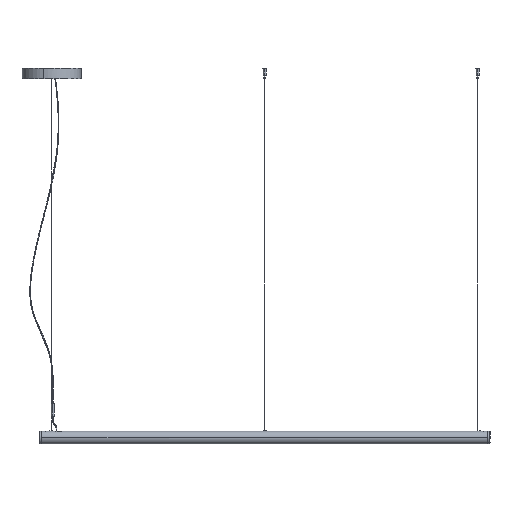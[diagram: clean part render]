
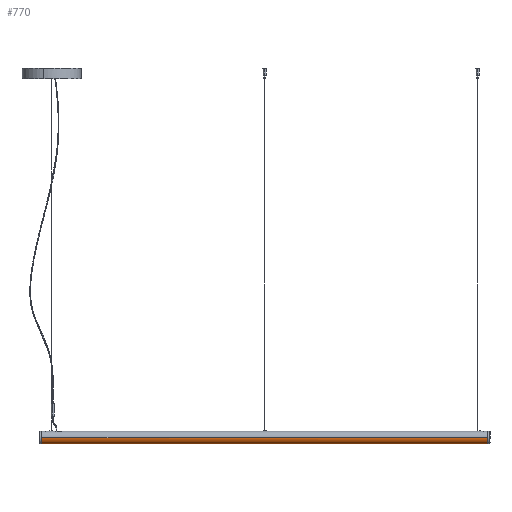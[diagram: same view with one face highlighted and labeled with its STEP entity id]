
A CAD part, front view. The second image highlights one B-rep face of the part: STEP entity #770.
In plain terms, the highlighted cylindrical face has radius 25 mm (diameter 50 mm), a partial arc.
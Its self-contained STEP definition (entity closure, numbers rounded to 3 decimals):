
#770=ADVANCED_FACE('',(#1415),#11854,.F.);
#1415=FACE_OUTER_BOUND('',#2064,.T.);
#2064=EDGE_LOOP('',(#2994,#2995,#2996,#2997));
#2994=ORIENTED_EDGE('',*,*,#6631,.F.);
#2995=ORIENTED_EDGE('',*,*,#6634,.T.);
#2996=ORIENTED_EDGE('',*,*,#6635,.T.);
#2997=ORIENTED_EDGE('',*,*,#6636,.T.);
#6631=EDGE_CURVE('',#10591,#10592,#8517,.T.);
#6634=EDGE_CURVE('',#10591,#10593,#9946,.T.);
#6635=EDGE_CURVE('',#10593,#10594,#8520,.T.);
#6636=EDGE_CURVE('',#10594,#10592,#9947,.T.);
#8517=B_SPLINE_CURVE_WITH_KNOTS('',1,(#14009,#14010),.UNSPECIFIED.,.F.,
 .F.,(2,2),(0.,1772.),.UNSPECIFIED.);
#8520=B_SPLINE_CURVE_WITH_KNOTS('',1,(#14020,#14021),.UNSPECIFIED.,.F.,
 .F.,(2,2),(-1949.2,-177.2),.UNSPECIFIED.);
#9946=(
BOUNDED_CURVE()
B_SPLINE_CURVE(2,(#14015,#14016,#14017,#14018,#14019),.UNSPECIFIED.,.F.,
 .F.)
B_SPLINE_CURVE_WITH_KNOTS((3,2,3),(3.152,4.712,6.273),
 .UNSPECIFIED.)
CURVE()
GEOMETRIC_REPRESENTATION_ITEM()
RATIONAL_B_SPLINE_CURVE((1.,0.711,1.,0.711,1.))
REPRESENTATION_ITEM('')
);
#9947=(
BOUNDED_CURVE()
B_SPLINE_CURVE(2,(#14022,#14023,#14024,#14025,#14026),.UNSPECIFIED.,.F.,
 .F.)
B_SPLINE_CURVE_WITH_KNOTS((3,2,3),(-6.273,-4.712,
-3.152),.UNSPECIFIED.)
CURVE()
GEOMETRIC_REPRESENTATION_ITEM()
RATIONAL_B_SPLINE_CURVE((1.,0.711,1.,0.711,1.))
REPRESENTATION_ITEM('')
);
#10591=VERTEX_POINT('',#13938);
#10592=VERTEX_POINT('',#13939);
#10593=VERTEX_POINT('',#13940);
#10594=VERTEX_POINT('',#13941);
#11854=CYLINDRICAL_SURFACE('',#12038,25.);
#12038=AXIS2_PLACEMENT_3D('',#13918,#12608,$);
#12608=DIRECTION('',(-1.,0.,0.));
#13918=CARTESIAN_POINT('',(-750.,0.,5.75));
#13938=CARTESIAN_POINT('',(-1636.,24.999,5.5));
#13939=CARTESIAN_POINT('',(136.,24.999,5.5));
#13940=CARTESIAN_POINT('',(-1636.,-24.999,5.5));
#13941=CARTESIAN_POINT('',(136.,-24.999,5.5));
#14009=CARTESIAN_POINT('',(-1636.,24.999,5.5));
#14010=CARTESIAN_POINT('',(136.,24.999,5.5));
#14015=CARTESIAN_POINT('',(-1636.,24.999,5.5));
#14016=CARTESIAN_POINT('',(-1636.,24.751,-19.25));
#14017=CARTESIAN_POINT('',(-1636.,0.,-19.25));
#14018=CARTESIAN_POINT('',(-1636.,-24.751,-19.25));
#14019=CARTESIAN_POINT('',(-1636.,-24.999,5.5));
#14020=CARTESIAN_POINT('',(-1636.,-24.999,5.5));
#14021=CARTESIAN_POINT('',(136.,-24.999,5.5));
#14022=CARTESIAN_POINT('',(136.,-24.999,5.5));
#14023=CARTESIAN_POINT('',(136.,-24.751,-19.25));
#14024=CARTESIAN_POINT('',(136.,0.,-19.25));
#14025=CARTESIAN_POINT('',(136.,24.751,-19.25));
#14026=CARTESIAN_POINT('',(136.,24.999,5.5));
